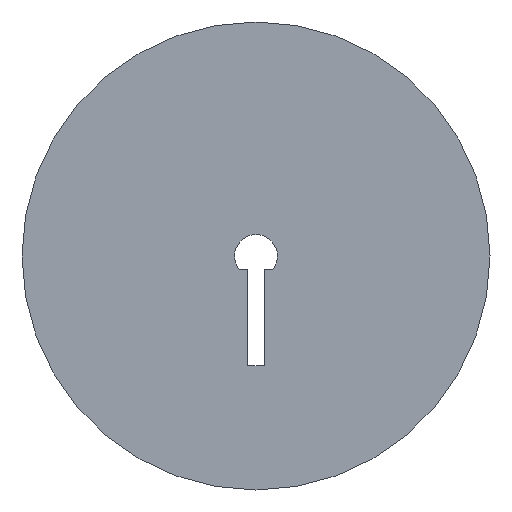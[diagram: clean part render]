
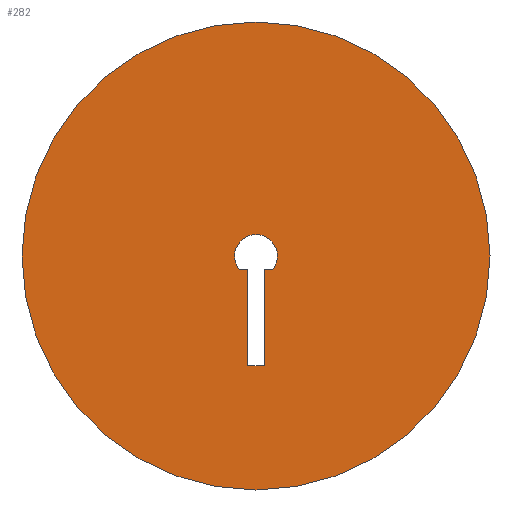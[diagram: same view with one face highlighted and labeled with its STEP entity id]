
A CAD part, front view. The second image highlights one B-rep face of the part: STEP entity #282.
In plain terms, the highlighted planar face has unit normal (0, -1, 0).
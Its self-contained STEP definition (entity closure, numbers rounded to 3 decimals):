
#117 = VERTEX_POINT('',#118);
#118 = CARTESIAN_POINT('',(0.6,-15.8,-1.));
#124 = EDGE_CURVE('',#117,#125,#127,.T.);
#125 = VERTEX_POINT('',#126);
#126 = CARTESIAN_POINT('',(0.6,-15.8,-8.2));
#127 = LINE('',#128,#129);
#128 = CARTESIAN_POINT('',(0.6,-15.8,-0.5));
#129 = VECTOR('',#130,1.);
#130 = DIRECTION('',(0.,0.,-1.));
#155 = EDGE_CURVE('',#125,#156,#158,.T.);
#156 = VERTEX_POINT('',#157);
#157 = CARTESIAN_POINT('',(-0.6,-15.8,-8.2));
#158 = LINE('',#159,#160);
#159 = CARTESIAN_POINT('',(0.3,-15.8,-8.2));
#160 = VECTOR('',#161,1.);
#161 = DIRECTION('',(-1.,0.,-0.));
#179 = EDGE_CURVE('',#156,#180,#182,.T.);
#180 = VERTEX_POINT('',#181);
#181 = CARTESIAN_POINT('',(-0.6,-15.8,-1.));
#182 = LINE('',#183,#184);
#183 = CARTESIAN_POINT('',(-0.6,-15.8,-4.1));
#184 = VECTOR('',#185,1.);
#185 = DIRECTION('',(0.,0.,1.));
#282 = ADVANCED_FACE('',(#283,#294),#322,.F.);
#283 = FACE_BOUND('',#284,.F.);
#284 = EDGE_LOOP('',(#285));
#285 = ORIENTED_EDGE('',*,*,#286,.F.);
#286 = EDGE_CURVE('',#287,#287,#289,.T.);
#287 = VERTEX_POINT('',#288);
#288 = CARTESIAN_POINT('',(17.5,-15.8,0.));
#289 = CIRCLE('',#290,17.5);
#290 = AXIS2_PLACEMENT_3D('',#291,#292,#293);
#291 = CARTESIAN_POINT('',(0.,-15.8,0.));
#292 = DIRECTION('',(0.,-1.,0.));
#293 = DIRECTION('',(1.,0.,0.));
#294 = FACE_BOUND('',#295,.F.);
#295 = EDGE_LOOP('',(#296,#297,#305,#314,#320,#321));
#296 = ORIENTED_EDGE('',*,*,#124,.F.);
#297 = ORIENTED_EDGE('',*,*,#298,.T.);
#298 = EDGE_CURVE('',#117,#299,#301,.T.);
#299 = VERTEX_POINT('',#300);
#300 = CARTESIAN_POINT('',(1.249,-15.8,-1.));
#301 = LINE('',#302,#303);
#302 = CARTESIAN_POINT('',(0.3,-15.8,-1.));
#303 = VECTOR('',#304,1.);
#304 = DIRECTION('',(1.,0.,0.));
#305 = ORIENTED_EDGE('',*,*,#306,.F.);
#306 = EDGE_CURVE('',#307,#299,#309,.T.);
#307 = VERTEX_POINT('',#308);
#308 = CARTESIAN_POINT('',(-1.249,-15.8,-1.));
#309 = CIRCLE('',#310,1.6);
#310 = AXIS2_PLACEMENT_3D('',#311,#312,#313);
#311 = CARTESIAN_POINT('',(0.,-15.8,0.));
#312 = DIRECTION('',(-0.,1.,0.));
#313 = DIRECTION('',(1.,0.,0.));
#314 = ORIENTED_EDGE('',*,*,#315,.T.);
#315 = EDGE_CURVE('',#307,#180,#316,.T.);
#316 = LINE('',#317,#318);
#317 = CARTESIAN_POINT('',(-0.624,-15.8,-1.));
#318 = VECTOR('',#319,1.);
#319 = DIRECTION('',(1.,0.,0.));
#320 = ORIENTED_EDGE('',*,*,#179,.F.);
#321 = ORIENTED_EDGE('',*,*,#155,.F.);
#322 = PLANE('',#323);
#323 = AXIS2_PLACEMENT_3D('',#324,#325,#326);
#324 = CARTESIAN_POINT('',(0.,-15.8,0.));
#325 = DIRECTION('',(0.,1.,0.));
#326 = DIRECTION('',(0.,0.,1.));
